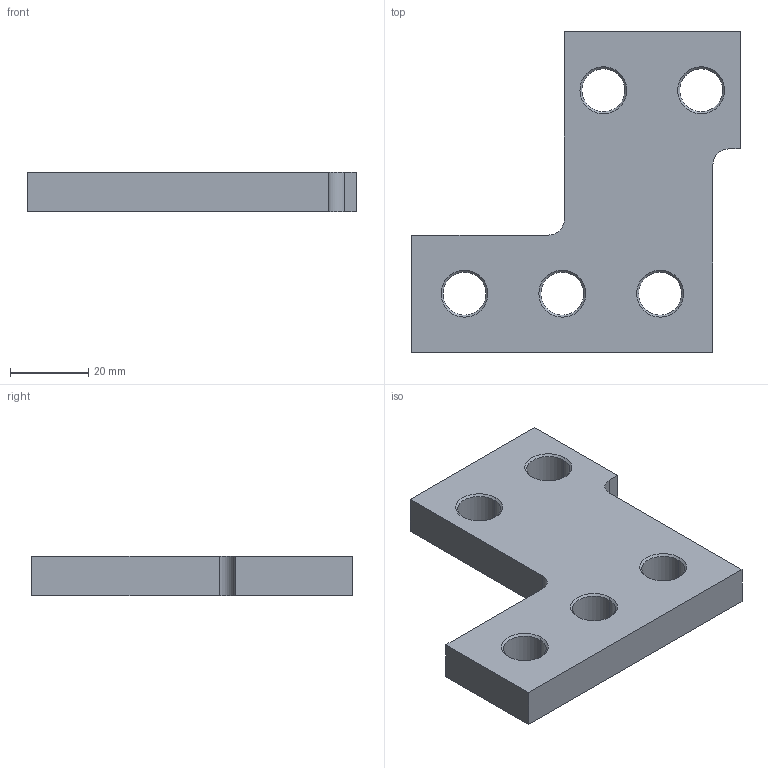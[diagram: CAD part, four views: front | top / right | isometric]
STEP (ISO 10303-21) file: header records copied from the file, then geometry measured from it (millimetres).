
FILE_DESCRIPTION((''),'2;1');
FILE_NAME('8ZTD_585_A135','2021-06-24T17:02:27',('zhxmin'),(''),'CREO PARAMETRIC BY PTC INC, 2018020','CREO PARAMETRIC BY PTC INC, 2018020','');
FILE_SCHEMA(('CONFIG_CONTROL_DESIGN','SHAPE_APPEARANCE_LAYERS_GROUPS'));
Length unit declared in the file: millimetre
Products named in the file (1): 8ZTD_585_A135
Bounding box: 84 x 82 x 10 mm (x, y, z)
Volume: 40232.5 mm3; surface area: 12971 mm2
Topology: 1 solids, 1 shells, 42 faces, 100 edges, 60 vertices
Faces by surface type: cone 20, cylinder 12, plane 10
Entity records: 1420 total; most frequent: DIRECTION 228, CARTESIAN_POINT 202, ORIENTED_EDGE 200, COLOUR_RGB 146, EDGE_CURVE 100, AXIS2_PLACEMENT_3D 86, VERTEX_POINT 60, VECTOR 56
